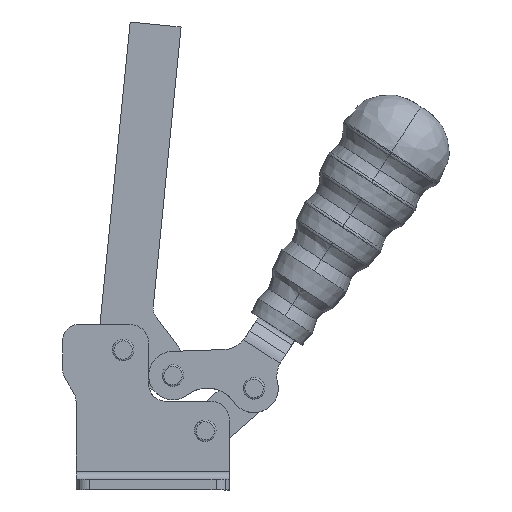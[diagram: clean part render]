
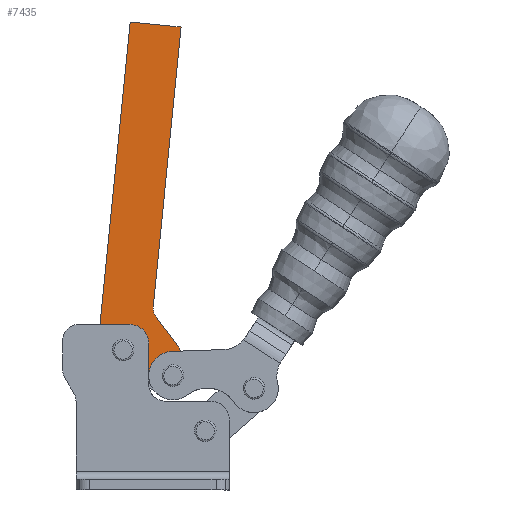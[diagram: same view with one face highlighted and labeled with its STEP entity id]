
A CAD part, front view. The second image highlights one B-rep face of the part: STEP entity #7435.
In plain terms, the highlighted planar face has unit normal (0, -1, 0).
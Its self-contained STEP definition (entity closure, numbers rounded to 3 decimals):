
#1968=CARTESIAN_POINT('',(83.551,-64.03,25.904));
#1969=VERTEX_POINT('',#1968);
#1985=CARTESIAN_POINT('',(85.601,-64.03,20.954));
#1986=VERTEX_POINT('',#1985);
#1993=CARTESIAN_POINT('',(78.601,-64.03,20.954));
#1994=DIRECTION('',(0.,-1.0,0.));
#1995=DIRECTION('',(0.707,0.,0.707));
#1996=AXIS2_PLACEMENT_3D('',#1993,#1994,#1995);
#1997=CIRCLE('',#1996,7.0);
#1998=EDGE_CURVE('',#1986,#1969,#1997,.T.);
#2535=CARTESIAN_POINT('',(87.463,-64.03,32.525));
#2536=VERTEX_POINT('',#2535);
#2552=CARTESIAN_POINT('',(87.273,-64.03,34.729));
#2553=VERTEX_POINT('',#2552);
#2560=CARTESIAN_POINT('',(93.243,-64.03,34.133));
#2561=DIRECTION('',(0.,-1.,0.));
#2562=DIRECTION('',(-0.963,0.,-0.268));
#2563=AXIS2_PLACEMENT_3D('',#2560,#2561,#2562);
#2564=CIRCLE('',#2563,6.);
#2565=EDGE_CURVE('',#2553,#2536,#2564,.T.);
#6243=CARTESIAN_POINT('',(85.601,-64.03,8.947));
#6244=VERTEX_POINT('',#6243);
#6302=CARTESIAN_POINT('',(97.772,-64.03,18.064));
#6303=VERTEX_POINT('',#6302);
#7156=CARTESIAN_POINT('',(94.285,-64.03,17.941));
#7157=VERTEX_POINT('',#7156);
#7164=CARTESIAN_POINT('',(94.601,-64.03,8.947));
#7165=DIRECTION('',(0.,1.,0.));
#7166=DIRECTION('',(-0.035,0.,0.999));
#7167=AXIS2_PLACEMENT_3D('',#7164,#7165,#7166);
#7168=CIRCLE('',#7167,9.0);
#7169=EDGE_CURVE('',#6244,#7157,#7168,.T.);
#7179=CARTESIAN_POINT('',(94.285,-64.03,17.941));
#7180=DIRECTION('',(0.999,0.0,0.035));
#7181=VECTOR('',#7180,3.489);
#7182=LINE('',#7179,#7181);
#7183=EDGE_CURVE('',#7157,#6303,#7182,.T.);
#7353=CARTESIAN_POINT('',(85.601,-64.03,20.954));
#7354=DIRECTION('',(0.0,0.0,-1.0));
#7355=VECTOR('',#7354,12.007);
#7356=LINE('',#7353,#7355);
#7357=EDGE_CURVE('',#1986,#6244,#7356,.T.);
#7369=CARTESIAN_POINT('',(83.666,-64.03,68.945));
#7370=DIRECTION('',(0.0,-1.0,0.0));
#7371=DIRECTION('',(-0.099,0.0,-0.995));
#7372=AXIS2_PLACEMENT_3D('',#7369,#7370,#7371);
#7373=PLANE('',#7372);
#7374=ORIENTED_EDGE('',*,*,#7169,.T.);
#7375=ORIENTED_EDGE('',*,*,#7183,.T.);
#7376=CARTESIAN_POINT('',(88.439,-64.03,30.539));
#7377=VERTEX_POINT('',#7376);
#7378=CARTESIAN_POINT('',(88.439,-64.03,30.539));
#7379=DIRECTION('',(0.599,0.,-0.801));
#7380=VECTOR('',#7379,15.58);
#7381=LINE('',#7378,#7380);
#7382=EDGE_CURVE('',#7377,#6303,#7381,.T.);
#7383=ORIENTED_EDGE('',*,*,#7382,.F.);
#7384=CARTESIAN_POINT('',(93.243,-64.03,34.133));
#7385=DIRECTION('',(0.,-1.,0.));
#7386=DIRECTION('',(-0.963,0.,-0.268));
#7387=AXIS2_PLACEMENT_3D('',#7384,#7385,#7386);
#7388=CIRCLE('',#7387,6.);
#7389=EDGE_CURVE('',#2536,#7377,#7388,.T.);
#7390=ORIENTED_EDGE('',*,*,#7389,.F.);
#7391=ORIENTED_EDGE('',*,*,#2565,.F.);
#7392=CARTESIAN_POINT('',(97.62,-64.03,138.41));
#7393=VERTEX_POINT('',#7392);
#7394=CARTESIAN_POINT('',(97.62,-64.03,138.41));
#7395=DIRECTION('',(-0.099,0.,-0.995));
#7396=VECTOR('',#7395,104.196);
#7397=LINE('',#7394,#7396);
#7398=EDGE_CURVE('',#7393,#2553,#7397,.T.);
#7399=ORIENTED_EDGE('',*,*,#7398,.F.);
#7400=CARTESIAN_POINT('',(78.714,-64.03,140.297));
#7401=VERTEX_POINT('',#7400);
#7402=CARTESIAN_POINT('',(78.714,-64.03,140.297));
#7403=DIRECTION('',(0.995,0.0,-0.099));
#7404=VECTOR('',#7403,19.);
#7405=LINE('',#7402,#7404);
#7406=EDGE_CURVE('',#7401,#7393,#7405,.T.);
#7407=ORIENTED_EDGE('',*,*,#7406,.F.);
#7408=CARTESIAN_POINT('',(67.502,-64.03,27.954));
#7409=VERTEX_POINT('',#7408);
#7410=CARTESIAN_POINT('',(67.502,-64.03,27.954));
#7411=DIRECTION('',(0.099,0.,0.995));
#7412=VECTOR('',#7411,112.901);
#7413=LINE('',#7410,#7412);
#7414=EDGE_CURVE('',#7409,#7401,#7413,.T.);
#7415=ORIENTED_EDGE('',*,*,#7414,.F.);
#7416=CARTESIAN_POINT('',(78.601,-64.03,27.954));
#7417=VERTEX_POINT('',#7416);
#7418=CARTESIAN_POINT('',(78.601,-64.03,27.954));
#7419=DIRECTION('',(-1.0,0.0,0.0));
#7420=VECTOR('',#7419,11.099);
#7421=LINE('',#7418,#7420);
#7422=EDGE_CURVE('',#7417,#7409,#7421,.T.);
#7423=ORIENTED_EDGE('',*,*,#7422,.F.);
#7424=CARTESIAN_POINT('',(78.601,-64.03,20.954));
#7425=DIRECTION('',(0.,-1.0,0.));
#7426=DIRECTION('',(0.707,0.,0.707));
#7427=AXIS2_PLACEMENT_3D('',#7424,#7425,#7426);
#7428=CIRCLE('',#7427,7.0);
#7429=EDGE_CURVE('',#1969,#7417,#7428,.T.);
#7430=ORIENTED_EDGE('',*,*,#7429,.F.);
#7431=ORIENTED_EDGE('',*,*,#1998,.F.);
#7432=ORIENTED_EDGE('',*,*,#7357,.T.);
#7433=EDGE_LOOP('',(#7374,#7375,#7383,#7390,#7391,#7399,#7407,#7415,#7423,#7430,#7431,#7432));
#7434=FACE_OUTER_BOUND('',#7433,.T.);
#7435=ADVANCED_FACE('',(#7434),#7373,.T.);
